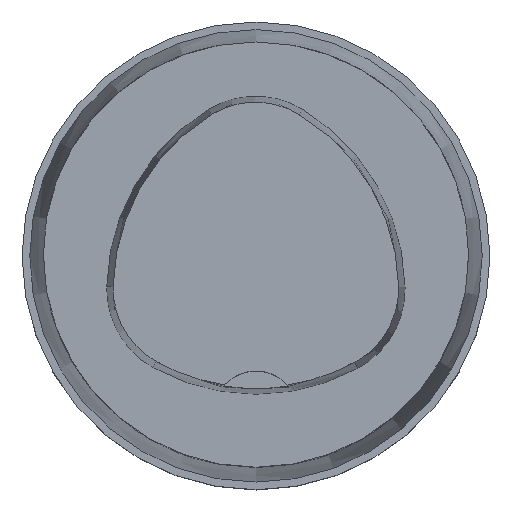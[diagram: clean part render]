
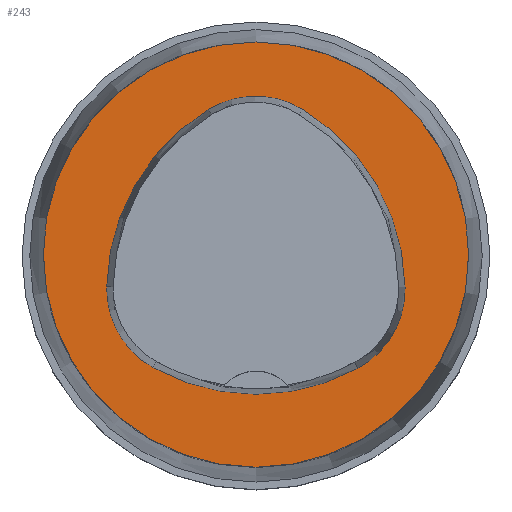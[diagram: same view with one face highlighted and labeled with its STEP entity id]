
A CAD part, top view. The second image highlights one B-rep face of the part: STEP entity #243.
In plain terms, the highlighted planar face has unit normal (0, 0, 1).
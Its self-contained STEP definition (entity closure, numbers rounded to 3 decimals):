
#193=PLANE('',#678);
#243=ADVANCED_FACE('',(#286,#287),#193,.T.);
#286=FACE_BOUND('',#330,.T.);
#287=FACE_BOUND('',#331,.T.);
#330=EDGE_LOOP('',(#417,#418,#419,#420,#421,#422));
#331=EDGE_LOOP('',(#423));
#417=ORIENTED_EDGE('',*,*,#567,.T.);
#418=ORIENTED_EDGE('',*,*,#547,.T.);
#419=ORIENTED_EDGE('',*,*,#551,.T.);
#420=ORIENTED_EDGE('',*,*,#554,.T.);
#421=ORIENTED_EDGE('',*,*,#557,.T.);
#422=ORIENTED_EDGE('',*,*,#565,.T.);
#423=ORIENTED_EDGE('',*,*,#570,.F.);
#499=VERTEX_POINT('',#926);
#500=VERTEX_POINT('',#927);
#503=VERTEX_POINT('',#935);
#505=VERTEX_POINT('',#941);
#507=VERTEX_POINT('',#947);
#514=VERTEX_POINT('',#968);
#515=VERTEX_POINT('',#978);
#547=EDGE_CURVE('',#499,#500,#611,.T.);
#551=EDGE_CURVE('',#500,#503,#613,.T.);
#554=EDGE_CURVE('',#503,#505,#615,.T.);
#557=EDGE_CURVE('',#505,#507,#617,.T.);
#565=EDGE_CURVE('',#507,#514,#621,.T.);
#567=EDGE_CURVE('',#514,#499,#623,.T.);
#570=EDGE_CURVE('',#515,#515,#626,.T.);
#611=CIRCLE('',#655,20.);
#613=CIRCLE('',#658,8.5);
#615=CIRCLE('',#661,20.);
#617=CIRCLE('',#664,8.5);
#621=CIRCLE('',#669,20.);
#623=CIRCLE('',#672,8.5);
#626=CIRCLE('',#677,20.);
#655=AXIS2_PLACEMENT_3D('',#925,#757,#758);
#658=AXIS2_PLACEMENT_3D('',#934,#765,#766);
#661=AXIS2_PLACEMENT_3D('',#940,#772,#773);
#664=AXIS2_PLACEMENT_3D('',#946,#779,#780);
#669=AXIS2_PLACEMENT_3D('',#969,#791,#792);
#672=AXIS2_PLACEMENT_3D('',#972,#797,#798);
#677=AXIS2_PLACEMENT_3D('',#977,#807,#808);
#678=AXIS2_PLACEMENT_3D('',#979,#809,#810);
#757=DIRECTION('',(0.,0.,-1.));
#758=DIRECTION('',(-1.,0.,0.));
#765=DIRECTION('',(0.,0.,-1.));
#766=DIRECTION('',(-1.,0.,0.));
#772=DIRECTION('',(0.,0.,-1.));
#773=DIRECTION('',(-1.,0.,0.));
#779=DIRECTION('',(0.,0.,-1.));
#780=DIRECTION('',(-1.,0.,0.));
#791=DIRECTION('',(0.,0.,-1.));
#792=DIRECTION('',(-1.,0.,0.));
#797=DIRECTION('',(0.,0.,-1.));
#798=DIRECTION('',(-1.,0.,0.));
#807=DIRECTION('',(0.,0.,-1.));
#808=DIRECTION('',(-1.,0.,0.));
#809=DIRECTION('',(0.,0.,1.));
#810=DIRECTION('',(1.,0.,0.));
#925=CARTESIAN_POINT('',(5.955,-3.414,0.));
#926=CARTESIAN_POINT('',(-14.041,-3.042,0.));
#927=CARTESIAN_POINT('',(-4.472,13.653,0.));
#934=CARTESIAN_POINT('',(-0.04,6.4,0.));
#935=CARTESIAN_POINT('',(4.347,13.68,0.));
#940=CARTESIAN_POINT('',(-5.976,-3.45,0.));
#941=CARTESIAN_POINT('',(14.021,-3.075,0.));
#946=CARTESIAN_POINT('',(5.522,-3.235,0.));
#947=CARTESIAN_POINT('',(9.588,-10.699,0.));
#968=CARTESIAN_POINT('',(-9.655,-10.639,0.));
#969=CARTESIAN_POINT('',(0.022,6.864,0.));
#972=CARTESIAN_POINT('',(-5.543,-3.2,0.));
#977=CARTESIAN_POINT('',(0.,0.,0.));
#978=CARTESIAN_POINT('',(-20.,0.,0.));
#979=CARTESIAN_POINT('',(0.,0.,0.));
